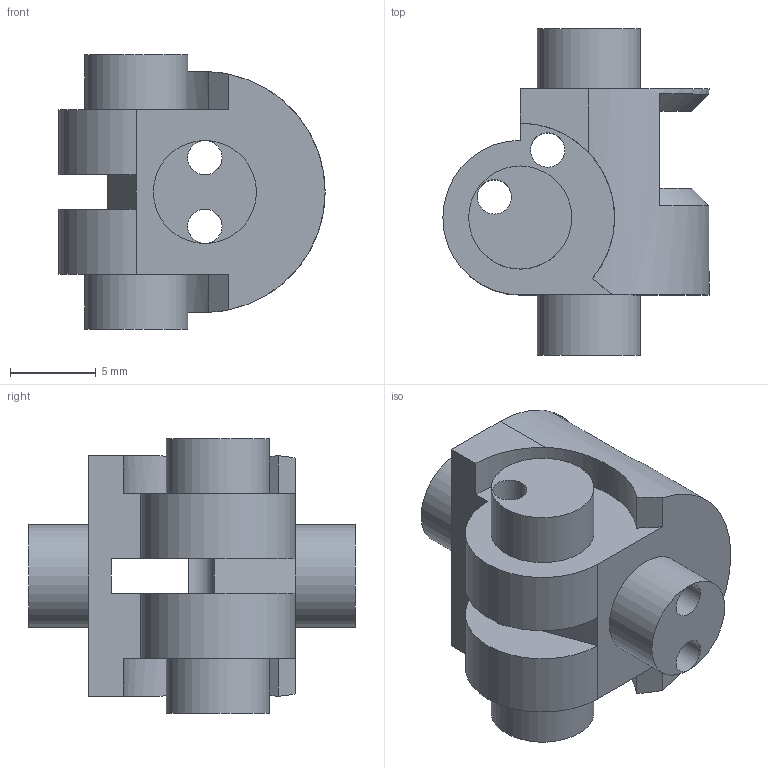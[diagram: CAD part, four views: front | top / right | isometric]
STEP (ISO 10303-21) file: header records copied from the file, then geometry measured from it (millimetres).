
FILE_DESCRIPTION(/* description */ ('STEP AP214'),/* implementation_level */ '2;1');
FILE_NAME(/* name */ '683c51074258294a187f3d5c',/* time_stamp */ '2025-06-01T13:09:28Z',/* author */ (''),/* organization */ (''),/* preprocessor_version */ 'ST-DEVELOPER v20',/* originating_system */ 'ONSHAPE BY PTC INC, 1.198',/* authorisation */ ' ');
FILE_SCHEMA (('AUTOMOTIVE_DESIGN {1 0 10303 214 3 1 1}'));
Length unit declared in the file: metre
Products named in the file (1): Knuckle_BEARING_15
Bounding box: 15.5 x 19 x 16 mm (x, y, z)
Volume: 1581.4 mm3; surface area: 1625.7 mm2
Topology: 1 solids, 1 shells, 38 faces, 112 edges, 75 vertices
Faces by surface type: plane 22, cylinder 14, cone 2
Full cylindrical faces by diameter (mm): 2 x5, 6 x4
Entity records: 1269 total; most frequent: CARTESIAN_POINT 240, DIRECTION 205, ORIENTED_EDGE 194, EDGE_CURVE 97, AXIS2_PLACEMENT_3D 79, VERTEX_POINT 70, EDGE_LOOP 65, FACE_BOUND 65
